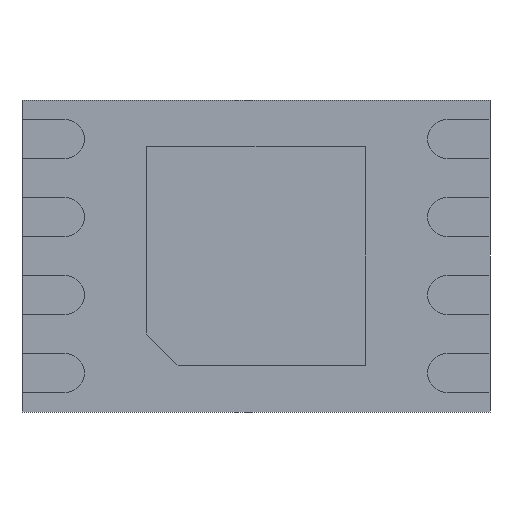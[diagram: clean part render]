
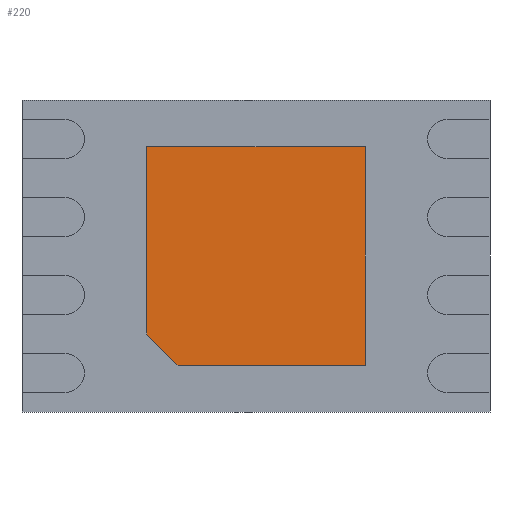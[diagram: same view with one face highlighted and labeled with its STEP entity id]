
A CAD part, front view. The second image highlights one B-rep face of the part: STEP entity #220.
In plain terms, the highlighted planar face has unit normal (0, -1, 0).
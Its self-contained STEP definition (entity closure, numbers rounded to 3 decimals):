
#83 = EDGE_CURVE ( 'NONE', #544, #1490, #2890, .T. ) ;
#186 = CARTESIAN_POINT ( 'NONE',  ( 0.7, 0., 0.7 ) ) ;
#214 = CARTESIAN_POINT ( 'NONE',  ( -0.5, 0., -0.7 ) ) ;
#220 = ADVANCED_FACE ( 'NONE', ( #2465 ), #1491, .T. ) ;
#271 = CARTESIAN_POINT ( 'NONE',  ( 0.7, 0., 0.7 ) ) ;
#281 = CARTESIAN_POINT ( 'NONE',  ( 0., 0., 0. ) ) ;
#287 = VERTEX_POINT ( 'NONE', #214 ) ;
#326 = DIRECTION ( 'NONE',  ( 0., 0., -1. ) ) ;
#405 = CARTESIAN_POINT ( 'NONE',  ( -0.7, 0., 0.7 ) ) ;
#429 = EDGE_CURVE ( 'NONE', #2283, #2651, #2324, .T. ) ;
#440 = DIRECTION ( 'NONE',  ( 0., 0., 1. ) ) ;
#517 = CARTESIAN_POINT ( 'NONE',  ( -0.6, 0., -0.6 ) ) ;
#529 = VECTOR ( 'NONE', #1010, 1000. ) ;
#544 = VERTEX_POINT ( 'NONE', #960 ) ;
#722 = ORIENTED_EDGE ( 'NONE', *, *, #83, .T. ) ;
#764 = LINE ( 'NONE', #517, #2244 ) ;
#960 = CARTESIAN_POINT ( 'NONE',  ( 0.7, 0., -0.7 ) ) ;
#1010 = DIRECTION ( 'NONE',  ( -1., 0., 0. ) ) ;
#1032 = EDGE_CURVE ( 'NONE', #287, #544, #1106, .T. ) ;
#1058 = VECTOR ( 'NONE', #1628, 1000. ) ;
#1073 = ORIENTED_EDGE ( 'NONE', *, *, #429, .T. ) ;
#1089 = CARTESIAN_POINT ( 'NONE',  ( 0.7, 0., -0.7 ) ) ;
#1106 = LINE ( 'NONE', #1089, #1058 ) ;
#1284 = AXIS2_PLACEMENT_3D ( 'NONE', #281, #1732, #1900 ) ;
#1488 = DIRECTION ( 'NONE',  ( 0.707, 0., -0.707 ) ) ;
#1490 = VERTEX_POINT ( 'NONE', #1708 ) ;
#1491 = PLANE ( 'NONE',  #1284 ) ;
#1628 = DIRECTION ( 'NONE',  ( 1., 0., 0. ) ) ;
#1680 = ORIENTED_EDGE ( 'NONE', *, *, #1803, .T. ) ;
#1708 = CARTESIAN_POINT ( 'NONE',  ( 0.7, 0., 0.7 ) ) ;
#1732 = DIRECTION ( 'NONE',  ( 0., -1., 0. ) ) ;
#1803 = EDGE_CURVE ( 'NONE', #2651, #287, #764, .T. ) ;
#1805 = VECTOR ( 'NONE', #440, 1000. ) ;
#1807 = ORIENTED_EDGE ( 'NONE', *, *, #1032, .T. ) ;
#1900 = DIRECTION ( 'NONE',  ( 0., 0., -1. ) ) ;
#1926 = ORIENTED_EDGE ( 'NONE', *, *, #2930, .T. ) ;
#1943 = LINE ( 'NONE', #271, #529 ) ;
#2082 = CARTESIAN_POINT ( 'NONE',  ( -0.7, 0., 0.7 ) ) ;
#2244 = VECTOR ( 'NONE', #1488, 1000. ) ;
#2283 = VERTEX_POINT ( 'NONE', #405 ) ;
#2297 = CARTESIAN_POINT ( 'NONE',  ( -0.7, 0., -0.5 ) ) ;
#2324 = LINE ( 'NONE', #2082, #2478 ) ;
#2368 = EDGE_LOOP ( 'NONE', ( #1073, #1680, #1807, #722, #1926 ) ) ;
#2465 = FACE_OUTER_BOUND ( 'NONE', #2368, .T. ) ;
#2478 = VECTOR ( 'NONE', #326, 1000. ) ;
#2651 = VERTEX_POINT ( 'NONE', #2297 ) ;
#2890 = LINE ( 'NONE', #186, #1805 ) ;
#2930 = EDGE_CURVE ( 'NONE', #1490, #2283, #1943, .T. ) ;
